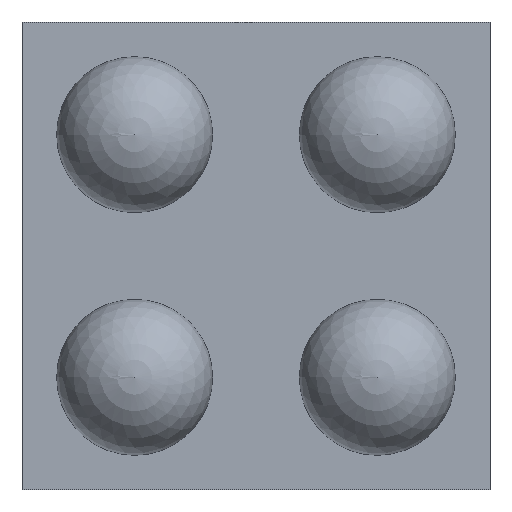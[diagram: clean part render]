
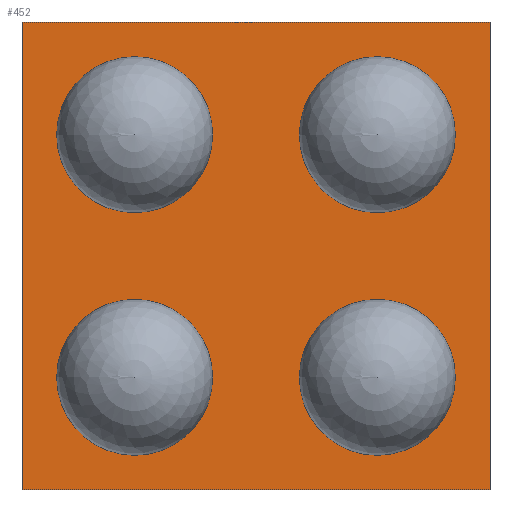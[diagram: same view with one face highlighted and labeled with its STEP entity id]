
A CAD part, front view. The second image highlights one B-rep face of the part: STEP entity #452.
In plain terms, the highlighted planar face has unit normal (0, -1, 0).
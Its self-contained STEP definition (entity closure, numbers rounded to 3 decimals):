
#36 = VECTOR ( 'NONE', #510, 1000. ) ;
#38 = VECTOR ( 'NONE', #242, 1000. ) ;
#46 = VERTEX_POINT ( 'NONE', #355 ) ;
#57 = EDGE_CURVE ( 'NONE', #367, #310, #153, .T. ) ;
#59 = CARTESIAN_POINT ( 'NONE',  ( 0.338, 0.18, 0.337 ) ) ;
#75 = LINE ( 'NONE', #247, #303 ) ;
#85 = DIRECTION ( 'NONE',  ( 0., 0., -1. ) ) ;
#87 = VERTEX_POINT ( 'NONE', #284 ) ;
#89 = ORIENTED_EDGE ( 'NONE', *, *, #90, .F. ) ;
#90 = EDGE_CURVE ( 'NONE', #46, #87, #75, .T. ) ;
#129 = VECTOR ( 'NONE', #504, 1000. ) ;
#150 = AXIS2_PLACEMENT_3D ( 'NONE', #516, #397, #85 ) ;
#153 = LINE ( 'NONE', #386, #36 ) ;
#154 = CARTESIAN_POINT ( 'NONE',  ( -0.337, 0.18, 0.337 ) ) ;
#209 = FACE_OUTER_BOUND ( 'NONE', #445, .T. ) ;
#242 = DIRECTION ( 'NONE',  ( 0., 0., 1. ) ) ;
#247 = CARTESIAN_POINT ( 'NONE',  ( -0.337, 0.18, 0.337 ) ) ;
#278 = CARTESIAN_POINT ( 'NONE',  ( 0.338, 0.18, -0.337 ) ) ;
#284 = CARTESIAN_POINT ( 'NONE',  ( 0.338, 0.18, 0.337 ) ) ;
#289 = PLANE ( 'NONE',  #150 ) ;
#303 = VECTOR ( 'NONE', #395, 1000. ) ;
#310 = VERTEX_POINT ( 'NONE', #502 ) ;
#313 = ORIENTED_EDGE ( 'NONE', *, *, #371, .F. ) ;
#330 = EDGE_CURVE ( 'NONE', #87, #367, #419, .T. ) ;
#355 = CARTESIAN_POINT ( 'NONE',  ( -0.337, 0.18, 0.337 ) ) ;
#367 = VERTEX_POINT ( 'NONE', #278 ) ;
#371 = EDGE_CURVE ( 'NONE', #310, #46, #469, .T. ) ;
#374 = ORIENTED_EDGE ( 'NONE', *, *, #57, .F. ) ;
#376 = ORIENTED_EDGE ( 'NONE', *, *, #330, .F. ) ;
#386 = CARTESIAN_POINT ( 'NONE',  ( -0.337, 0.18, -0.337 ) ) ;
#395 = DIRECTION ( 'NONE',  ( 1., 0., 0. ) ) ;
#397 = DIRECTION ( 'NONE',  ( 0., -1., 0. ) ) ;
#419 = LINE ( 'NONE', #59, #129 ) ;
#445 = EDGE_LOOP ( 'NONE', ( #376, #89, #313, #374 ) ) ;
#452 = ADVANCED_FACE ( 'NONE', ( #209 ), #289, .T. ) ;
#469 = LINE ( 'NONE', #154, #38 ) ;
#502 = CARTESIAN_POINT ( 'NONE',  ( -0.337, 0.18, -0.337 ) ) ;
#504 = DIRECTION ( 'NONE',  ( 0., 0., -1. ) ) ;
#510 = DIRECTION ( 'NONE',  ( -1., 0., 0. ) ) ;
#516 = CARTESIAN_POINT ( 'NONE',  ( 0., 0.18, 0. ) ) ;
